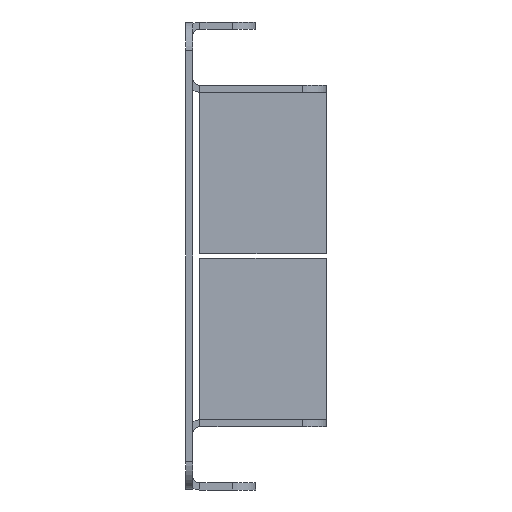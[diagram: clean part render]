
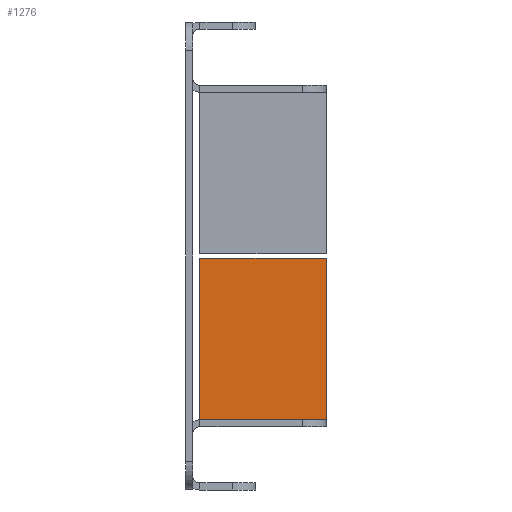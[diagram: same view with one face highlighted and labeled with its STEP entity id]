
A CAD part, left-side view. The second image highlights one B-rep face of the part: STEP entity #1276.
In plain terms, the highlighted planar face has unit normal (-1, 0, 0).
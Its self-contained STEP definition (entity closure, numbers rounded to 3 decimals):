
#181 = FACE_OUTER_BOUND ( 'NONE', #2558, .T. ) ;
#185 = AXIS2_PLACEMENT_3D ( 'NONE', #1351, #1060, #1796 ) ;
#215 = CARTESIAN_POINT ( 'NONE',  ( -143.5, 27., 17.25 ) ) ;
#294 = DIRECTION ( 'NONE',  ( 0., 0., 1. ) ) ;
#793 = CARTESIAN_POINT ( 'NONE',  ( -143.5, 27., -17.25 ) ) ;
#857 = VECTOR ( 'NONE', #2943, 1000. ) ;
#913 = DIRECTION ( 'NONE',  ( 0., -1., 0. ) ) ;
#942 = CARTESIAN_POINT ( 'NONE',  ( -143.5, 0., 17.25 ) ) ;
#1029 = EDGE_CURVE ( 'NONE', #2054, #2875, #1658, .T. ) ;
#1031 = VECTOR ( 'NONE', #1147, 1000. ) ;
#1053 = LINE ( 'NONE', #1757, #857 ) ;
#1060 = DIRECTION ( 'NONE',  ( 1., 0., 0. ) ) ;
#1074 = CARTESIAN_POINT ( 'NONE',  ( -143.5, 27., 17.25 ) ) ;
#1147 = DIRECTION ( 'NONE',  ( 0., 0., 1. ) ) ;
#1276 = ADVANCED_FACE ( 'NONE', ( #181 ), #1574, .F. ) ;
#1301 = ORIENTED_EDGE ( 'NONE', *, *, #1548, .T. ) ;
#1351 = CARTESIAN_POINT ( 'NONE',  ( -143.5, 27., 17.25 ) ) ;
#1390 = VERTEX_POINT ( 'NONE', #1074 ) ;
#1415 = CARTESIAN_POINT ( 'NONE',  ( -143.5, 0., -17.25 ) ) ;
#1548 = EDGE_CURVE ( 'NONE', #2875, #2809, #2831, .T. ) ;
#1574 = PLANE ( 'NONE',  #185 ) ;
#1641 = CARTESIAN_POINT ( 'NONE',  ( -143.5, 27., -17.25 ) ) ;
#1658 = LINE ( 'NONE', #1641, #1728 ) ;
#1728 = VECTOR ( 'NONE', #913, 1000. ) ;
#1757 = CARTESIAN_POINT ( 'NONE',  ( -143.5, 27., 17.25 ) ) ;
#1796 = DIRECTION ( 'NONE',  ( 0., 0., -1. ) ) ;
#2054 = VERTEX_POINT ( 'NONE', #793 ) ;
#2173 = EDGE_CURVE ( 'NONE', #1390, #2809, #1053, .T. ) ;
#2254 = ORIENTED_EDGE ( 'NONE', *, *, #1029, .T. ) ;
#2294 = LINE ( 'NONE', #215, #1031 ) ;
#2558 = EDGE_LOOP ( 'NONE', ( #1301, #2859, #2882, #2254 ) ) ;
#2649 = CARTESIAN_POINT ( 'NONE',  ( -143.5, 0., 17.25 ) ) ;
#2719 = EDGE_CURVE ( 'NONE', #2054, #1390, #2294, .T. ) ;
#2809 = VERTEX_POINT ( 'NONE', #942 ) ;
#2831 = LINE ( 'NONE', #2649, #2933 ) ;
#2859 = ORIENTED_EDGE ( 'NONE', *, *, #2173, .F. ) ;
#2875 = VERTEX_POINT ( 'NONE', #1415 ) ;
#2882 = ORIENTED_EDGE ( 'NONE', *, *, #2719, .F. ) ;
#2933 = VECTOR ( 'NONE', #294, 1000. ) ;
#2943 = DIRECTION ( 'NONE',  ( 0., -1., 0. ) ) ;
